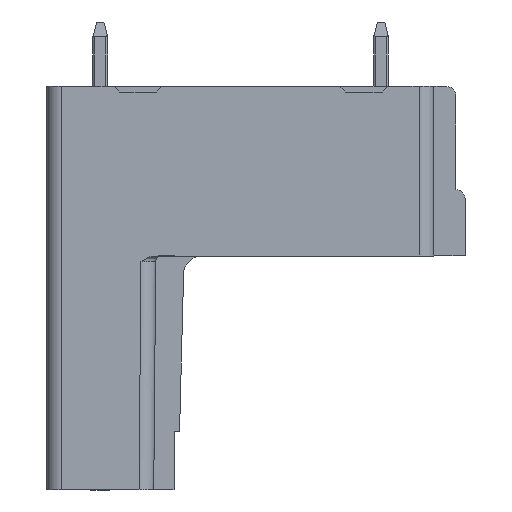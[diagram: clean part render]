
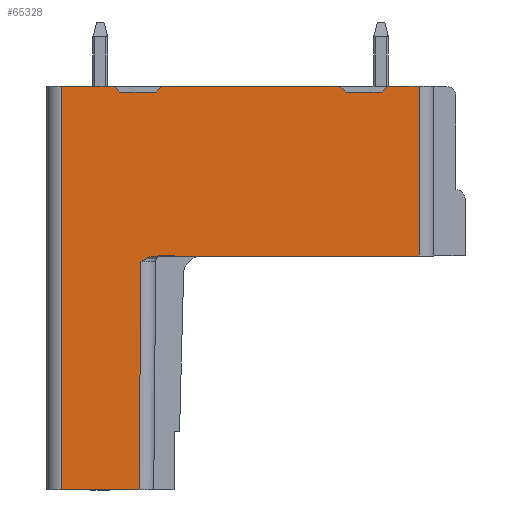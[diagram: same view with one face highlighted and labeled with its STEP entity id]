
A CAD part, left-side view. The second image highlights one B-rep face of the part: STEP entity #65328.
In plain terms, the highlighted planar face has unit normal (-1, 0, 0).
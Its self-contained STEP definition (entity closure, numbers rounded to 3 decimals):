
#1056=CARTESIAN_POINT('',(-79.4,5.537,
0.));
#2628=DIRECTION('',(0.,1.,0.));
#2629=VECTOR('',#2628,2.85);
#2630=CARTESIAN_POINT('',(-79.4,7.75,9.2));
#2631=LINE('',#2630,#2629);
#8925=DIRECTION('',(0.,1.,0.));
#8926=VECTOR('',#8925,14.337);
#8927=CARTESIAN_POINT('',(-79.4,-8.8,
0.));
#8928=LINE('',#8927,#8926);
#8929=CARTESIAN_POINT('',(-79.4,5.537,
0.));
#8930=CARTESIAN_POINT('',(-79.4,5.563,
0.));
#8931=CARTESIAN_POINT('',(-79.4,5.618,
-0.002));
#8932=CARTESIAN_POINT('',(-79.4,5.71,
-0.018));
#8933=CARTESIAN_POINT('',(-79.4,5.81,
-0.046));
#8934=CARTESIAN_POINT('',(-79.4,5.918,
-0.089));
#8935=CARTESIAN_POINT('',(-79.4,6.033,
-0.146));
#8936=CARTESIAN_POINT('',(-79.4,6.157,
-0.216));
#8937=CARTESIAN_POINT('',(-79.4,6.245,
-0.271));
#8938=CARTESIAN_POINT('',(-79.4,6.292,
-0.3));
#8940=DIRECTION('',(0.,0.009,-1.));
#8941=VECTOR('',#8940,12.4);
#8942=CARTESIAN_POINT('',(-79.4,6.292,
-0.3));
#8943=LINE('',#8942,#8941);
#8944=DIRECTION('',(0.,1.,0.));
#8945=VECTOR('',#8944,4.2);
#8946=CARTESIAN_POINT('',(-79.4,6.4,-12.7));
#8947=LINE('',#8946,#8945);
#8948=DIRECTION('',(0.,-0.707,-0.707));
#8949=VECTOR('',#8948,0.424);
#8950=CARTESIAN_POINT('',(-79.4,7.75,9.2));
#8951=LINE('',#8950,#8949);
#8952=DIRECTION('',(0.,-0.707,0.707));
#8953=VECTOR('',#8952,0.424);
#8954=CARTESIAN_POINT('',(-79.4,5.45,8.9));
#8955=LINE('',#8954,#8953);
#8956=DIRECTION('',(0.,-1.,0.));
#8957=VECTOR('',#8956,9.65);
#8958=CARTESIAN_POINT('',(-79.4,5.15,9.2));
#8959=LINE('',#8958,#8957);
#8960=DIRECTION('',(0.,-0.707,-0.707));
#8961=VECTOR('',#8960,0.424);
#8962=CARTESIAN_POINT('',(-79.4,-4.5,9.2));
#8963=LINE('',#8962,#8961);
#8964=DIRECTION('',(0.,-0.707,0.707));
#8965=VECTOR('',#8964,0.424);
#8966=CARTESIAN_POINT('',(-79.4,-6.8,8.9));
#8967=LINE('',#8966,#8965);
#8968=DIRECTION('',(0.,-1.,0.));
#8969=VECTOR('',#8968,1.7);
#8970=CARTESIAN_POINT('',(-79.4,-7.1,9.2));
#8971=LINE('',#8970,#8969);
#8972=DIRECTION('',(0.,0.,-1.));
#8973=VECTOR('',#8972,9.2);
#8974=CARTESIAN_POINT('',(-79.4,-8.8,9.2));
#8975=LINE('',#8974,#8973);
#10418=DIRECTION('',(0.,1.,0.));
#10419=VECTOR('',#10418,2.);
#10420=CARTESIAN_POINT('',(-79.4,5.45,8.9));
#10421=LINE('',#10420,#10419);
#26991=DIRECTION('',(0.,0.,-1.));
#26992=VECTOR('',#26991,21.9);
#26993=CARTESIAN_POINT('',(-79.4,10.6,9.2));
#26994=LINE('',#26993,#26992);
#27127=DIRECTION('',(0.,1.,0.));
#27128=VECTOR('',#27127,2.);
#27129=CARTESIAN_POINT('',(-79.4,-6.8,8.9));
#27130=LINE('',#27129,#27128);
#43300=VERTEX_POINT('',#1056);
#43301=CARTESIAN_POINT('',(-79.4,-8.8,
0.));
#43302=VERTEX_POINT('',#43301);
#43463=CARTESIAN_POINT('',(-79.4,-8.8,9.2));
#43464=VERTEX_POINT('',#43463);
#43465=CARTESIAN_POINT('',(-79.4,-7.1,9.2));
#43466=VERTEX_POINT('',#43465);
#43471=CARTESIAN_POINT('',(-79.4,-4.5,9.2));
#43472=VERTEX_POINT('',#43471);
#43473=CARTESIAN_POINT('',(-79.4,5.15,9.2));
#43474=VERTEX_POINT('',#43473);
#43483=CARTESIAN_POINT('',(-79.4,7.75,9.2));
#43484=VERTEX_POINT('',#43483);
#43485=CARTESIAN_POINT('',(-79.4,10.6,9.2));
#43486=VERTEX_POINT('',#43485);
#43566=VERTEX_POINT('',#8938);
#43567=CARTESIAN_POINT('',(-79.4,6.4,-12.7));
#43568=VERTEX_POINT('',#43567);
#43569=CARTESIAN_POINT('',(-79.4,10.6,-12.7));
#43570=VERTEX_POINT('',#43569);
#43571=CARTESIAN_POINT('',(-79.4,7.45,8.9));
#43572=VERTEX_POINT('',#43571);
#43573=CARTESIAN_POINT('',(-79.4,5.45,8.9));
#43574=VERTEX_POINT('',#43573);
#43575=CARTESIAN_POINT('',(-79.4,-4.8,8.9));
#43576=VERTEX_POINT('',#43575);
#43577=CARTESIAN_POINT('',(-79.4,-6.8,8.9));
#43578=VERTEX_POINT('',#43577);
#65296=CARTESIAN_POINT('',(-79.4,5.192,-0.3));
#65297=DIRECTION('',(-1.,0.,0.));
#65298=DIRECTION('',(0.,-1.,0.));
#65299=AXIS2_PLACEMENT_3D('',#65296,#65297,#65298);
#65300=PLANE('',#65299);
#65301=ORIENTED_EDGE('',*,*,#54366,.T.);
#65303=ORIENTED_EDGE('',*,*,#65302,.T.);
#65305=ORIENTED_EDGE('',*,*,#65304,.T.);
#65307=ORIENTED_EDGE('',*,*,#65306,.T.);
#65309=ORIENTED_EDGE('',*,*,#65308,.F.);
#65310=ORIENTED_EDGE('',*,*,#55408,.F.);
#65312=ORIENTED_EDGE('',*,*,#65311,.T.);
#65314=ORIENTED_EDGE('',*,*,#65313,.F.);
#65316=ORIENTED_EDGE('',*,*,#65315,.T.);
#65317=ORIENTED_EDGE('',*,*,#55392,.T.);
#65319=ORIENTED_EDGE('',*,*,#65318,.T.);
#65321=ORIENTED_EDGE('',*,*,#65320,.F.);
#65323=ORIENTED_EDGE('',*,*,#65322,.T.);
#65324=ORIENTED_EDGE('',*,*,#55383,.T.);
#65325=ORIENTED_EDGE('',*,*,#65289,.T.);
#65326=EDGE_LOOP('',(#65301,#65303,#65305,#65307,#65309,#65310,#65312,#65314,
#65316,#65317,#65319,#65321,#65323,#65324,#65325));
#65327=FACE_OUTER_BOUND('',#65326,.F.);
#65328=ADVANCED_FACE('',(#65327),#65300,.T.);
#8939=B_SPLINE_CURVE_WITH_KNOTS('',3,(#8929,#8930,#8931,#8932,#8933,#8934,#8935,
#8936,#8937,#8938),.UNSPECIFIED.,.F.,.F.,(4,1,1,1,1,1,1,4),(0.,
0.143,0.286,0.429,0.571,
0.714,0.857,1.),.UNSPECIFIED.);
#54366=EDGE_CURVE('',#43302,#43300,#8928,.T.);
#55383=EDGE_CURVE('',#43466,#43464,#8971,.T.);
#55392=EDGE_CURVE('',#43474,#43472,#8959,.T.);
#55408=EDGE_CURVE('',#43484,#43486,#2631,.T.);
#65289=EDGE_CURVE('',#43464,#43302,#8975,.T.);
#65302=EDGE_CURVE('',#43300,#43566,#8939,.T.);
#65304=EDGE_CURVE('',#43566,#43568,#8943,.T.);
#65306=EDGE_CURVE('',#43568,#43570,#8947,.T.);
#65308=EDGE_CURVE('',#43486,#43570,#26994,.T.);
#65311=EDGE_CURVE('',#43484,#43572,#8951,.T.);
#65313=EDGE_CURVE('',#43574,#43572,#10421,.T.);
#65315=EDGE_CURVE('',#43574,#43474,#8955,.T.);
#65318=EDGE_CURVE('',#43472,#43576,#8963,.T.);
#65320=EDGE_CURVE('',#43578,#43576,#27130,.T.);
#65322=EDGE_CURVE('',#43578,#43466,#8967,.T.);
